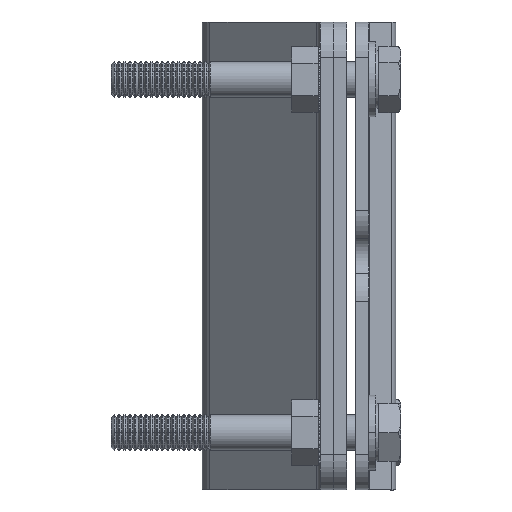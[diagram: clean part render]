
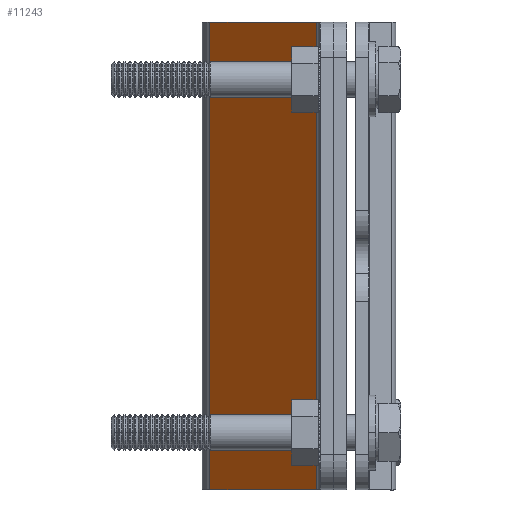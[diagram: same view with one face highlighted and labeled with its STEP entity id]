
A CAD part, left-side view. The second image highlights one B-rep face of the part: STEP entity #11243.
In plain terms, the highlighted planar face has unit normal (-0.707, 0.707, 0).
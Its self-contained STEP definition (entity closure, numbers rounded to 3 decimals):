
#113 = LINE ( 'NONE', #17410, #12074 ) ;
#427 = VERTEX_POINT ( 'NONE', #3130 ) ;
#1126 = DIRECTION ( 'NONE',  ( 0.707, 0.707, 0. ) ) ;
#1204 = DIRECTION ( 'NONE',  ( 0.707, -0.707, 0. ) ) ;
#1889 = ORIENTED_EDGE ( 'NONE', *, *, #8362, .T. ) ;
#2213 = CARTESIAN_POINT ( 'NONE',  ( -28.364, 12.648, -53. ) ) ;
#3130 = CARTESIAN_POINT ( 'NONE',  ( -4.243, 36.77, 53. ) ) ;
#3939 = CARTESIAN_POINT ( 'NONE',  ( -2.121, 38.891, -53. ) ) ;
#5259 = CARTESIAN_POINT ( 'NONE',  ( -28.364, 12.648, 53. ) ) ;
#7293 = LINE ( 'NONE', #16508, #14708 ) ;
#7427 = DIRECTION ( 'NONE',  ( 0.707, 0.707, 0. ) ) ;
#7586 = DIRECTION ( 'NONE',  ( -0.707, -0.707, 0. ) ) ;
#8332 = LINE ( 'NONE', #3939, #14311 ) ;
#8362 = EDGE_CURVE ( 'NONE', #427, #20806, #113, .T. ) ;
#8608 = CARTESIAN_POINT ( 'NONE',  ( -28.364, 12.648, 53. ) ) ;
#9239 = EDGE_CURVE ( 'NONE', #20806, #17422, #8332, .T. ) ;
#9984 = EDGE_CURVE ( 'NONE', #17422, #22738, #10306, .T. ) ;
#10114 = DIRECTION ( 'NONE',  ( 0., 0., -1. ) ) ;
#10306 = LINE ( 'NONE', #8608, #21086 ) ;
#11243 = ADVANCED_FACE ( 'NONE', ( #11713 ), #19312, .F. ) ;
#11713 = FACE_OUTER_BOUND ( 'NONE', #14864, .T. ) ;
#12074 = VECTOR ( 'NONE', #10114, 1000. ) ;
#13909 = CARTESIAN_POINT ( 'NONE',  ( -2.121, 38.891, 53. ) ) ;
#14311 = VECTOR ( 'NONE', #7586, 1000. ) ;
#14456 = ORIENTED_EDGE ( 'NONE', *, *, #9984, .T. ) ;
#14708 = VECTOR ( 'NONE', #7427, 1000. ) ;
#14864 = EDGE_LOOP ( 'NONE', ( #19030, #1889, #21044, #14456 ) ) ;
#15699 = DIRECTION ( 'NONE',  ( 0., 0., 1. ) ) ;
#16508 = CARTESIAN_POINT ( 'NONE',  ( -2.121, 38.891, 53. ) ) ;
#17410 = CARTESIAN_POINT ( 'NONE',  ( -4.243, 36.77, -53. ) ) ;
#17422 = VERTEX_POINT ( 'NONE', #2213 ) ;
#17958 = AXIS2_PLACEMENT_3D ( 'NONE', #13909, #1204, #1126 ) ;
#19030 = ORIENTED_EDGE ( 'NONE', *, *, #21979, .T. ) ;
#19312 = PLANE ( 'NONE',  #17958 ) ;
#20708 = CARTESIAN_POINT ( 'NONE',  ( -4.243, 36.77, -53. ) ) ;
#20806 = VERTEX_POINT ( 'NONE', #20708 ) ;
#21044 = ORIENTED_EDGE ( 'NONE', *, *, #9239, .T. ) ;
#21086 = VECTOR ( 'NONE', #15699, 1000. ) ;
#21979 = EDGE_CURVE ( 'NONE', #22738, #427, #7293, .T. ) ;
#22738 = VERTEX_POINT ( 'NONE', #5259 ) ;
